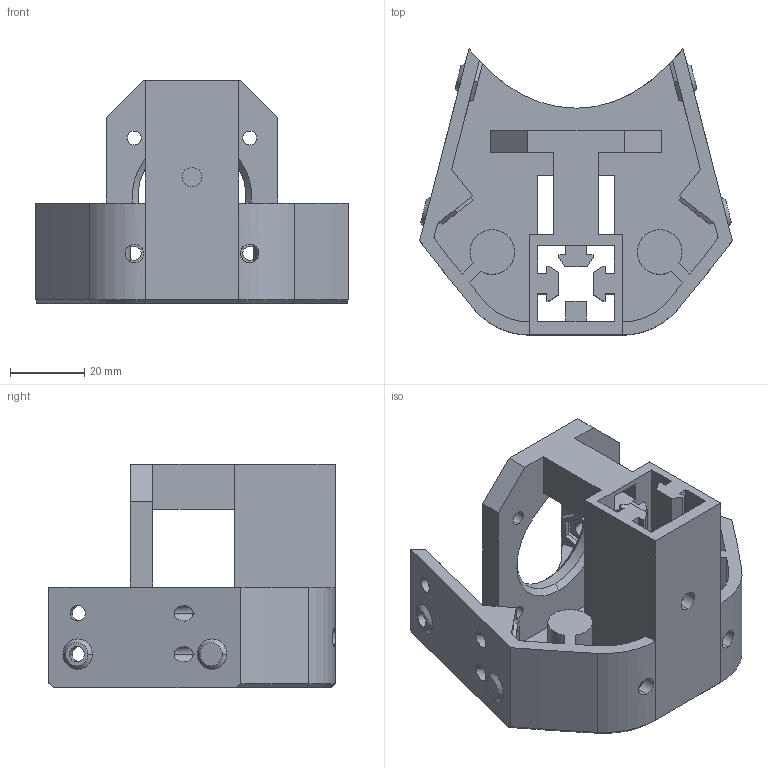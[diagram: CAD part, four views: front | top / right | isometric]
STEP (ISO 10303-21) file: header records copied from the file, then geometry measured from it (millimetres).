
FILE_DESCRIPTION (( 'STEP AP214' ), '1' );
FILE_NAME ('3DR Bottom Motor Mount.STEP', '2014-02-23T20:32:39', ( '' ), ( '' ), 'SwSTEP 2.0', 'SolidWorks 2011', '' );
FILE_SCHEMA (( 'AUTOMOTIVE_DESIGN' ));
Length unit declared in the file: millimetre
Products named in the file (1): 3DR Bottom Motor Mount
Bounding box: 84 x 76.89 x 60 mm (x, y, z)
Volume: 63364.6 mm3; surface area: 41763.4 mm2
Topology: 1 solids, 1 shells, 342 faces, 927 edges, 591 vertices
Faces by surface type: plane 261, cylinder 54, cone 23, bspline 4
Entity records: 11031 total; most frequent: CARTESIAN_POINT 2285, ORIENTED_EDGE 1854, DIRECTION 1708, EDGE_CURVE 927, LINE 766, VECTOR 766, VERTEX_POINT 591, AXIS2_PLACEMENT_3D 471
